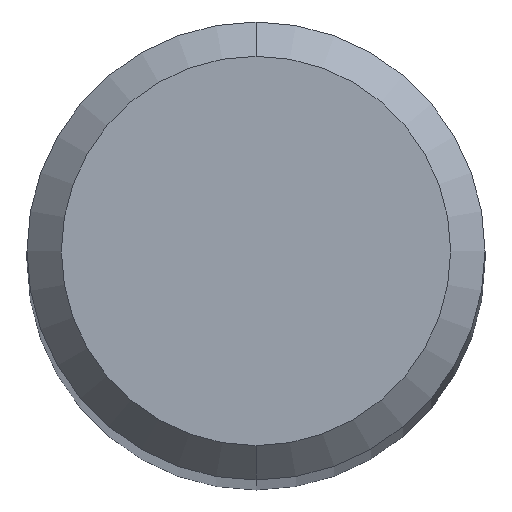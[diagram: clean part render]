
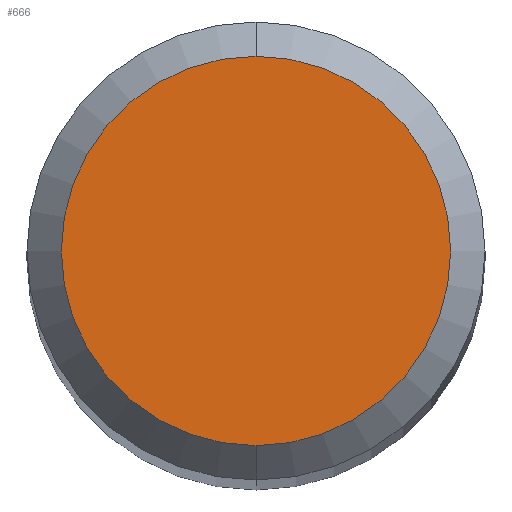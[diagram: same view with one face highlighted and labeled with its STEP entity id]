
A CAD part, top view. The second image highlights one B-rep face of the part: STEP entity #666.
In plain terms, the highlighted planar face has unit normal (0, 0, 1).
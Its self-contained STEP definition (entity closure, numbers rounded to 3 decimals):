
#486=VERTEX_POINT('',#1206);
#492=EDGE_CURVE('',#932,#486,#1213,.T.);
#590=EDGE_CURVE('',#486,#932,#1321,.T.);
#666=ADVANCED_FACE('',(#1404),#1405,.T.);
#932=VERTEX_POINT('',#1692);
#1206=CARTESIAN_POINT('',(0.0,1.7,0.0));
#1213=CIRCLE('',#2817,1.7);
#1321=CIRCLE('',#4240,1.7);
#1404=FACE_OUTER_BOUND('',#4736,.T.);
#1405=PLANE('',#4737);
#1692=CARTESIAN_POINT('',(0.,-1.7,0.0));
#2817=AXIS2_PLACEMENT_3D('',#21117,#21118,#21119);
#4240=AXIS2_PLACEMENT_3D('',#21233,#21234,#21235);
#4736=EDGE_LOOP('',(#21309,#21310));
#4737=AXIS2_PLACEMENT_3D('',#21311,#21312,#21313);
#21117=CARTESIAN_POINT('',(0.0,0.0,0.0));
#21118=DIRECTION('',(0.0,0.0,-1.0));
#21119=DIRECTION('',(0.0,1.0,0.0));
#21233=CARTESIAN_POINT('',(0.0,0.0,0.0));
#21234=DIRECTION('',(0.0,0.0,-1.0));
#21235=DIRECTION('',(0.0,1.0,0.0));
#21309=ORIENTED_EDGE('',*,*,#590,.F.);
#21310=ORIENTED_EDGE('',*,*,#492,.F.);
#21311=CARTESIAN_POINT('',(0.0,0.85,0.0));
#21312=DIRECTION('',(-0.0,0.0,1.0));
#21313=DIRECTION('',(0.0,-1.0,0.0));
